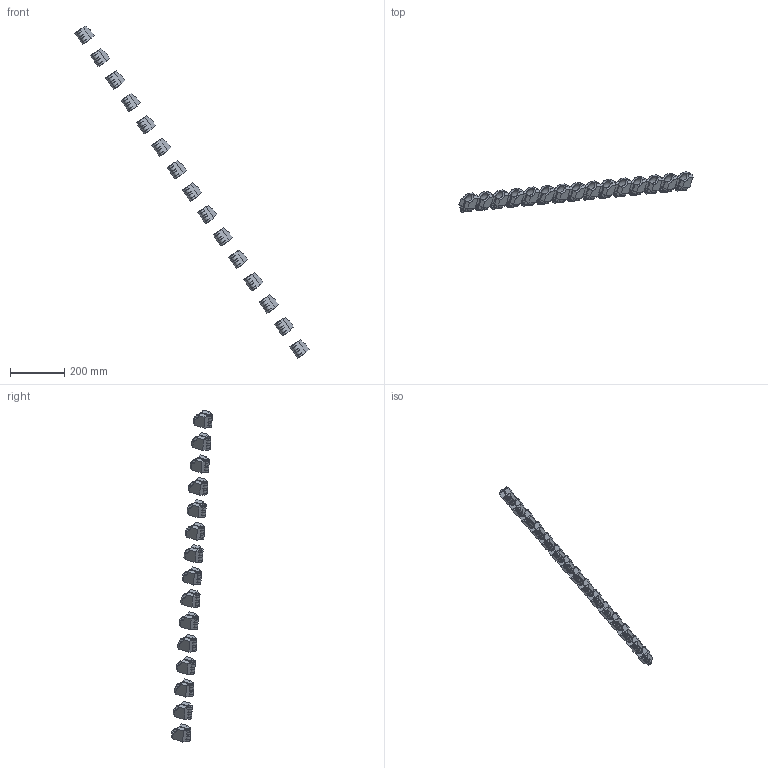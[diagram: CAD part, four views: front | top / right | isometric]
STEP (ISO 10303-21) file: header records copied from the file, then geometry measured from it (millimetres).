
FILE_DESCRIPTION( ('This file contains a STEP AP42 implementation' ,'as created by ZW3D STEP Interface translator.' ,'') ,'2;1' );
FILE_NAME( '錨窒璃淝蹈 5_2.stp' ,'251027.114729', (''), ('ZWCAD Software Co.'), 'Version 1.0', 'ZW3D to STEP translator', '' );
FILE_SCHEMA(('AUTOMOTIVE_DESIGN { 1 0 10303 214 1 1 1 1 }'));
Length unit declared in the file: millimetre
Products named in the file (19): 0; 錨窒璃淝蹈 5_2; 啋匼_1_74; 標撿衵.ipt; 標撿酘.ipt; 啋匼_2_74; 啋匼_3_69; 啋匼_4_59; 啋匼_5_15; 啋匼_6_14; ﾔｪﾋﾘ_7_7; ﾔｪﾋﾘ_8_7; ﾔｪﾋﾘ_9_7; 啋匼_10_7; 啋匼_11_7; 啋匼_12_7; 啋匼_13_7; 啋匼_14_7; 啋匼_15_7
Assembly tree (45 placements, depth 3):
  0
  錨窒璃淝蹈 5_2
    啋匼_1_74
      標撿衵.ipt
      標撿酘.ipt
    啋匼_2_74
      標撿衵.ipt
      標撿酘.ipt
    啋匼_3_69
      標撿衵.ipt
      標撿酘.ipt
    啋匼_4_59
      標撿衵.ipt
      標撿酘.ipt
    啋匼_5_15
      標撿衵.ipt
      標撿酘.ipt
    啋匼_6_14
      標撿衵.ipt
      標撿酘.ipt
    ﾔｪﾋﾘ_7_7
      標撿衵.ipt
      標撿酘.ipt
    ﾔｪﾋﾘ_8_7
      標撿衵.ipt
      標撿酘.ipt
    ﾔｪﾋﾘ_9_7
      標撿衵.ipt
      標撿酘.ipt
    啋匼_10_7
      標撿衵.ipt
      標撿酘.ipt
    啋匼_11_7
      標撿衵.ipt
      標撿酘.ipt
    啋匼_12_7
      標撿衵.ipt
      標撿酘.ipt
    啋匼_13_7
      標撿衵.ipt
      標撿酘.ipt
    啋匼_14_7
      標撿衵.ipt
      標撿酘.ipt
    啋匼_15_7
      標撿衵.ipt
      標撿酘.ipt
Bounding box: 860.35 x 150.1 x 1220.15 mm (x, y, z)
Volume: 980603.7 mm3; surface area: 318228 mm2
Topology: 30 solids, 30 shells, 705 faces, 1785 edges, 1140 vertices
Faces by surface type: plane 420, cylinder 255, sphere 30
Full cylindrical faces by diameter (mm): 10 x75
Entity records: 2416 total; most frequent: DIRECTION 477, CARTESIAN_POINT 392, ORIENTED_EDGE 238, AXIS2_PLACEMENT_3D 205, EDGE_CURVE 119, VERTEX_POINT 76, VECTOR 67, LINE 67
